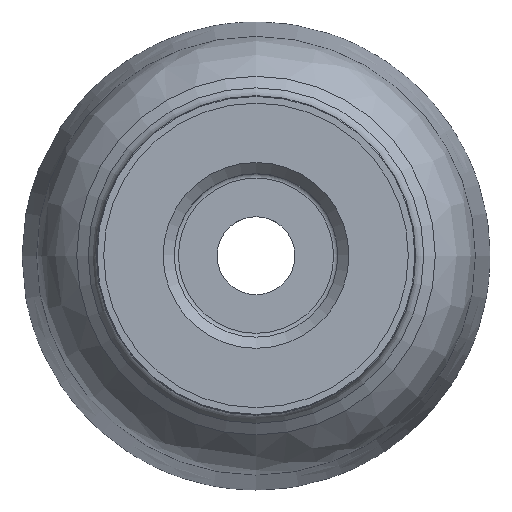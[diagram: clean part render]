
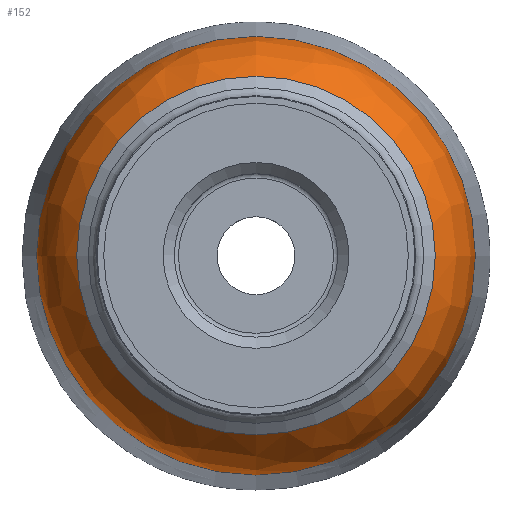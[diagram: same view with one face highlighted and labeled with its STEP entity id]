
A CAD part, top view. The second image highlights one B-rep face of the part: STEP entity #152.
In plain terms, the highlighted free-form (B-spline) face has degree [3, 3] with [4, 7] control points.
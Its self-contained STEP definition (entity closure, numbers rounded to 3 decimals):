
#106=(
BOUNDED_SURFACE()
B_SPLINE_SURFACE(3,3,((#828,#829,#830,#831,#832,#833,#834),(#835,#836,#837,
#838,#839,#840,#841),(#842,#843,#844,#845,#846,#847,#848),(#849,#850,#851,
#852,#853,#854,#855)),.UNSPECIFIED.,.F.,.T.,.F.)
B_SPLINE_SURFACE_WITH_KNOTS((4,4),(1,3,3,3,1),(0.,1.),(-0.5,0.,0.5,1.,1.5),
 .UNSPECIFIED.)
GEOMETRIC_REPRESENTATION_ITEM()
RATIONAL_B_SPLINE_SURFACE(((1.,0.333,0.333,1.,0.333,
0.333,1.),(0.937,0.312,0.312,
0.937,0.312,0.312,0.937),
(0.937,0.312,0.312,0.937,
0.312,0.312,0.937),(1.,0.333,
0.333,1.,0.333,0.333,1.)))
REPRESENTATION_ITEM('')
SURFACE()
);
#152=ADVANCED_FACE('CLONE_TP_FACE',(#215,#216),#106,.T.);
#215=FACE_BOUND('',#272,.T.);
#216=FACE_BOUND('',#273,.T.);
#272=EDGE_LOOP('',(#328));
#273=EDGE_LOOP('',(#329));
#328=ORIENTED_EDGE('',*,*,#379,.F.);
#329=ORIENTED_EDGE('',*,*,#376,.F.);
#347=VERTEX_POINT('',#787);
#350=VERTEX_POINT('',#794);
#376=EDGE_CURVE('',#347,#347,#404,.T.);
#379=EDGE_CURVE('',#350,#350,#407,.T.);
#404=CIRCLE('',#554,24.135);
#407=CIRCLE('',#558,29.519);
#554=AXIS2_PLACEMENT_3D('',#786,#657,#658);
#558=AXIS2_PLACEMENT_3D('',#793,#665,#666);
#657=DIRECTION('',(0.,0.,1.));
#658=DIRECTION('',(1.,0.,0.));
#665=DIRECTION('',(0.,0.,-1.));
#666=DIRECTION('',(-1.,0.,0.));
#786=CARTESIAN_POINT('',(0.,0.,-16.2));
#787=CARTESIAN_POINT('',(24.135,0.,-16.2));
#793=CARTESIAN_POINT('',(0.,0.,-27.713));
#794=CARTESIAN_POINT('',(-29.519,0.,-27.713));
#828=CARTESIAN_POINT('',(0.,-29.519,-27.713));
#829=CARTESIAN_POINT('',(-59.039,-29.519,-27.713));
#830=CARTESIAN_POINT('',(-59.039,29.519,-27.713));
#831=CARTESIAN_POINT('',(0.,29.519,-27.713));
#832=CARTESIAN_POINT('',(59.039,29.519,-27.713));
#833=CARTESIAN_POINT('',(59.039,-29.519,-27.713));
#834=CARTESIAN_POINT('',(0.,-29.519,-27.713));
#835=CARTESIAN_POINT('',(0.,-29.519,-23.193));
#836=CARTESIAN_POINT('',(-59.039,-29.519,-23.193));
#837=CARTESIAN_POINT('',(-59.039,29.519,-23.193));
#838=CARTESIAN_POINT('',(0.,29.519,-23.193));
#839=CARTESIAN_POINT('',(59.039,29.519,-23.193));
#840=CARTESIAN_POINT('',(59.039,-29.519,-23.193));
#841=CARTESIAN_POINT('',(0.,-29.519,-23.193));
#842=CARTESIAN_POINT('',(0.,-27.604,-19.098));
#843=CARTESIAN_POINT('',(-55.209,-27.604,-19.098));
#844=CARTESIAN_POINT('',(-55.209,27.604,-19.098));
#845=CARTESIAN_POINT('',(0.,27.604,-19.098));
#846=CARTESIAN_POINT('',(55.209,27.604,-19.098));
#847=CARTESIAN_POINT('',(55.209,-27.604,-19.098));
#848=CARTESIAN_POINT('',(0.,-27.604,-19.098));
#849=CARTESIAN_POINT('',(0.,-24.135,-16.2));
#850=CARTESIAN_POINT('',(-48.269,-24.135,-16.2));
#851=CARTESIAN_POINT('',(-48.269,24.135,-16.2));
#852=CARTESIAN_POINT('',(0.,24.135,-16.2));
#853=CARTESIAN_POINT('',(48.269,24.135,-16.2));
#854=CARTESIAN_POINT('',(48.269,-24.135,-16.2));
#855=CARTESIAN_POINT('',(0.,-24.135,-16.2));
